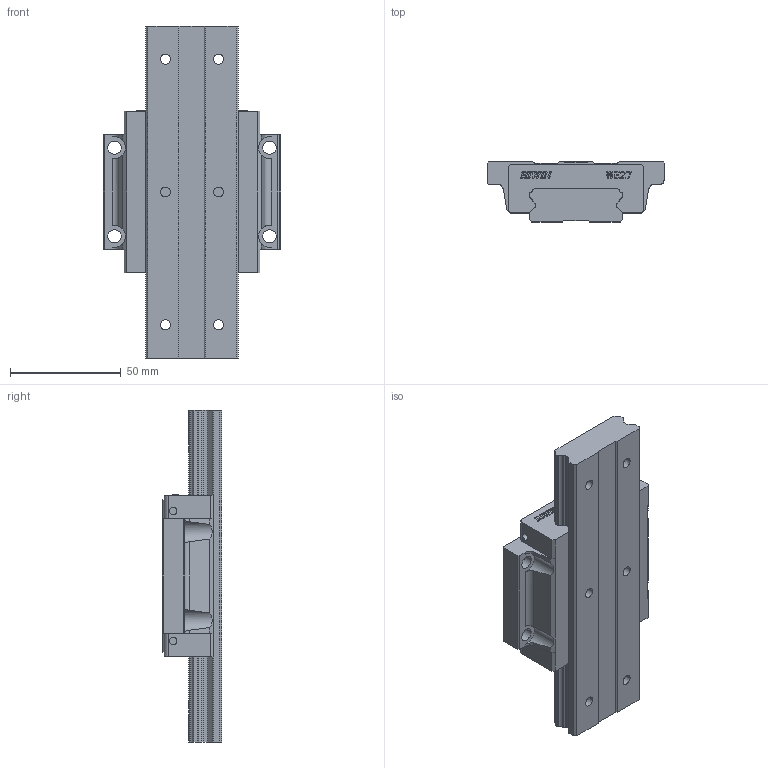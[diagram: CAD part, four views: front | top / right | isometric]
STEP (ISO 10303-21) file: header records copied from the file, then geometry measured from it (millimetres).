
FILE_DESCRIPTION((''),'2;1');
FILE_NAME('WEW27C_ASM_3_ASM','2009-04-13T',('brianyu'),(''),'PRO/ENGINEER BY PARAMETRIC TECHNOLOGY CORPORATION, 2004360','PRO/ENGINEER BY PARAMETRIC TECHNOLOGY CORPORATION, 2004360','');
FILE_SCHEMA(('CONFIG_CONTROL_DESIGN'));
Length unit declared in the file: millimetre
Products named in the file (3): WEW27CC_2; WER27_2; WEW27C_ASM_3_ASM
Assembly tree (2 placements, depth 2):
  WEW27C_ASM_3_ASM
    WEW27CC_2
    WER27_2
Bounding box: 80 x 27 x 150 mm (x, y, z)
Volume: 165518 mm3; surface area: 38874.3 mm2
Topology: 2 solids, 2 shells, 422 faces, 1184 edges, 791 vertices
Faces by surface type: plane 283, cylinder 139
Entity records: 13829 total; most frequent: CARTESIAN_POINT 2654, ORIENTED_EDGE 2368, DIRECTION 2231, EDGE_CURVE 1184, VECTOR 877, LINE 877, VERTEX_POINT 791, AXIS2_PLACEMENT_3D 677
